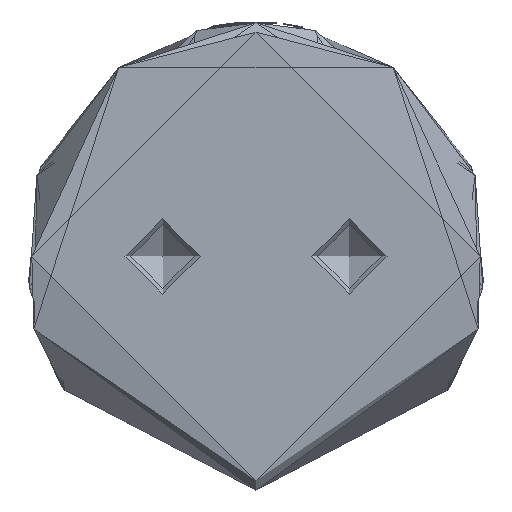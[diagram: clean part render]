
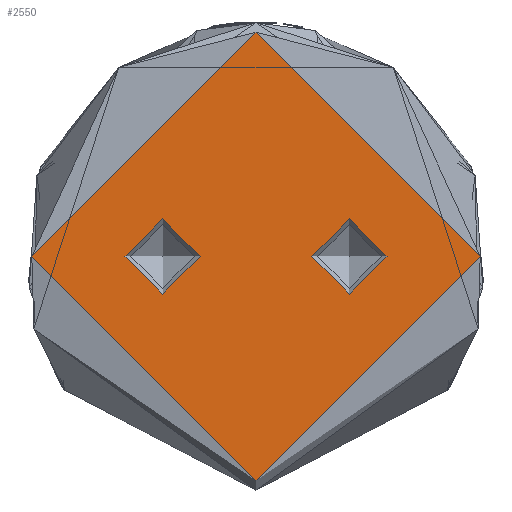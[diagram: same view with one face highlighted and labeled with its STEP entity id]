
A CAD part, front view. The second image highlights one B-rep face of the part: STEP entity #2550.
In plain terms, the highlighted face is planar.
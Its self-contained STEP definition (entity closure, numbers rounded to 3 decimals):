
#125 = DIRECTION ( 'NONE',  ( 0., 0., -1. ) ) ;
#126 = ORIENTED_EDGE ( 'NONE', *, *, #1548, .F. ) ;
#186 = EDGE_LOOP ( 'NONE', ( #197 ) ) ;
#197 = ORIENTED_EDGE ( 'NONE', *, *, #3973, .F. ) ;
#783 = AXIS2_PLACEMENT_3D ( 'NONE', #5373, #2631, #5831 ) ;
#849 = DIRECTION ( 'NONE',  ( 0., 0., 1. ) ) ;
#1214 = VERTEX_POINT ( 'NONE', #5411 ) ;
#1271 = CARTESIAN_POINT ( 'NONE',  ( 14.025, 0., 0. ) ) ;
#1353 = VERTEX_POINT ( 'NONE', #1271 ) ;
#1548 = EDGE_CURVE ( 'NONE', #2872, #2872, #5294, .T. ) ;
#1725 = CARTESIAN_POINT ( 'NONE',  ( -5.975, 0., 0. ) ) ;
#1940 = CARTESIAN_POINT ( 'NONE',  ( 0., 24., 0. ) ) ;
#2066 = ORIENTED_EDGE ( 'NONE', *, *, #5653, .T. ) ;
#2071 = EDGE_LOOP ( 'NONE', ( #126 ) ) ;
#2309 = DIRECTION ( 'NONE',  ( 0., 0., 1. ) ) ;
#2396 = AXIS2_PLACEMENT_3D ( 'NONE', #5032, #2309, #5506 ) ;
#2550 = ADVANCED_FACE ( 'NONE', ( #4562, #4643, #3618 ), #2848, .F. ) ;
#2631 = DIRECTION ( 'NONE',  ( 0., 0., 1. ) ) ;
#2743 = CIRCLE ( 'NONE', #2396, 24. ) ;
#2848 = PLANE ( 'NONE',  #2972 ) ;
#2872 = VERTEX_POINT ( 'NONE', #1725 ) ;
#2972 = AXIS2_PLACEMENT_3D ( 'NONE', #1940, #125, #3314 ) ;
#3314 = DIRECTION ( 'NONE',  ( 0., 1., 0. ) ) ;
#3576 = CARTESIAN_POINT ( 'NONE',  ( 10., 0., 0. ) ) ;
#3618 = FACE_OUTER_BOUND ( 'NONE', #5632, .T. ) ;
#3973 = EDGE_CURVE ( 'NONE', #1353, #1353, #4341, .T. ) ;
#4028 = DIRECTION ( 'NONE',  ( 1., 0., 0. ) ) ;
#4341 = CIRCLE ( 'NONE', #5292, 4.025 ) ;
#4562 = FACE_BOUND ( 'NONE', #2071, .T. ) ;
#4643 = FACE_BOUND ( 'NONE', #186, .T. ) ;
#5032 = CARTESIAN_POINT ( 'NONE',  ( 0., 0., 0. ) ) ;
#5292 = AXIS2_PLACEMENT_3D ( 'NONE', #3576, #849, #4028 ) ;
#5294 = CIRCLE ( 'NONE', #783, 4.025 ) ;
#5373 = CARTESIAN_POINT ( 'NONE',  ( -10., 0., 0. ) ) ;
#5411 = CARTESIAN_POINT ( 'NONE',  ( 0., -24., 0. ) ) ;
#5506 = DIRECTION ( 'NONE',  ( 0., -1., 0. ) ) ;
#5632 = EDGE_LOOP ( 'NONE', ( #2066 ) ) ;
#5653 = EDGE_CURVE ( 'NONE', #1214, #1214, #2743, .T. ) ;
#5831 = DIRECTION ( 'NONE',  ( 1., 0., 0. ) ) ;
